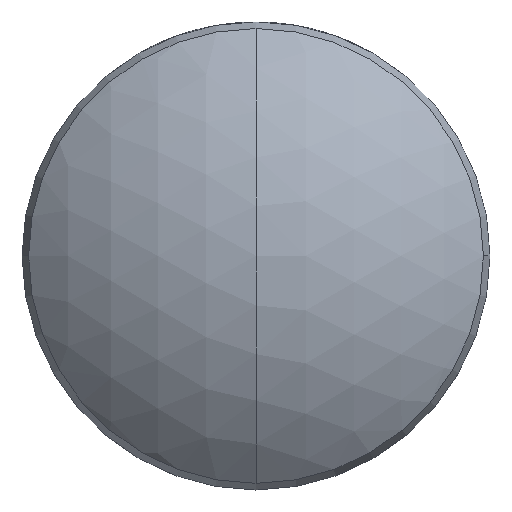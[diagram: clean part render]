
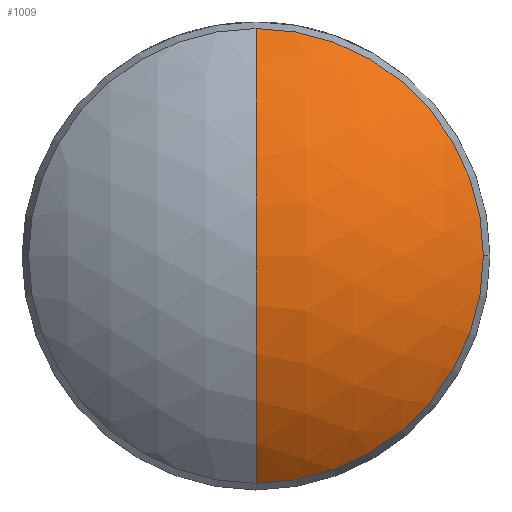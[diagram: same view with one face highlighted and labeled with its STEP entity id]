
A CAD part, top view. The second image highlights one B-rep face of the part: STEP entity #1009.
In plain terms, the highlighted spherical face has radius 9.2 mm.
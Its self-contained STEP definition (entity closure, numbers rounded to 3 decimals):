
#58 = CARTESIAN_POINT ( 'NONE',  ( 0., 0., -4.86 ) ) ;
#60 = AXIS2_PLACEMENT_3D ( 'NONE', #1013, #2001, #2424 ) ;
#191 = ORIENTED_EDGE ( 'NONE', *, *, #2436, .T. ) ;
#244 = DIRECTION ( 'NONE',  ( 0., 0., 1. ) ) ;
#270 = DIRECTION ( 'NONE',  ( -1., 0., 0. ) ) ;
#320 = FACE_OUTER_BOUND ( 'NONE', #1772, .T. ) ;
#393 = DIRECTION ( 'NONE',  ( 0., 1., 0. ) ) ;
#404 = CARTESIAN_POINT ( 'NONE',  ( 0., 0., -4.86 ) ) ;
#449 = DIRECTION ( 'NONE',  ( 0., 0., 1. ) ) ;
#483 = CIRCLE ( 'NONE', #60, 6.172 ) ;
#711 = ORIENTED_EDGE ( 'NONE', *, *, #2374, .F. ) ;
#854 = VERTEX_POINT ( 'NONE', #970 ) ;
#885 = CIRCLE ( 'NONE', #2176, 9.2 ) ;
#970 = CARTESIAN_POINT ( 'NONE',  ( 0., 6.172, 1.962 ) ) ;
#980 = CIRCLE ( 'NONE', #1573, 9.2 ) ;
#1009 = ADVANCED_FACE ( 'NONE', ( #320 ), #2324, .T. ) ;
#1013 = CARTESIAN_POINT ( 'NONE',  ( 0., 0., 1.962 ) ) ;
#1014 = DIRECTION ( 'NONE',  ( 1., 0., 0. ) ) ;
#1046 = EDGE_CURVE ( 'NONE', #2357, #1135, #980, .T. ) ;
#1066 = CARTESIAN_POINT ( 'NONE',  ( 0., -6.172, 1.962 ) ) ;
#1135 = VERTEX_POINT ( 'NONE', #1066 ) ;
#1247 = CARTESIAN_POINT ( 'NONE',  ( 6.172, 0., 1.962 ) ) ;
#1421 = ORIENTED_EDGE ( 'NONE', *, *, #2382, .T. ) ;
#1435 = AXIS2_PLACEMENT_3D ( 'NONE', #404, #1014, #393 ) ;
#1438 = DIRECTION ( 'NONE',  ( 1., 0., 0. ) ) ;
#1573 = AXIS2_PLACEMENT_3D ( 'NONE', #2260, #1438, #2467 ) ;
#1586 = VERTEX_POINT ( 'NONE', #1247 ) ;
#1610 = CIRCLE ( 'NONE', #2270, 6.172 ) ;
#1772 = EDGE_LOOP ( 'NONE', ( #711, #2219, #1421, #191 ) ) ;
#2001 = DIRECTION ( 'NONE',  ( 0., 0., 1. ) ) ;
#2053 = CARTESIAN_POINT ( 'NONE',  ( 0., 0., 1.962 ) ) ;
#2176 = AXIS2_PLACEMENT_3D ( 'NONE', #58, #270, #449 ) ;
#2219 = ORIENTED_EDGE ( 'NONE', *, *, #1046, .T. ) ;
#2260 = CARTESIAN_POINT ( 'NONE',  ( 0., 0., -4.86 ) ) ;
#2267 = DIRECTION ( 'NONE',  ( -1., 0., 0. ) ) ;
#2270 = AXIS2_PLACEMENT_3D ( 'NONE', #2053, #244, #2267 ) ;
#2324 = SPHERICAL_SURFACE ( 'NONE', #1435, 9.2 ) ;
#2357 = VERTEX_POINT ( 'NONE', #2464 ) ;
#2374 = EDGE_CURVE ( 'NONE', #2357, #854, #885, .T. ) ;
#2382 = EDGE_CURVE ( 'NONE', #1135, #1586, #1610, .T. ) ;
#2424 = DIRECTION ( 'NONE',  ( -1., 0., 0. ) ) ;
#2436 = EDGE_CURVE ( 'NONE', #1586, #854, #483, .T. ) ;
#2464 = CARTESIAN_POINT ( 'NONE',  ( 0., 0., 4.34 ) ) ;
#2467 = DIRECTION ( 'NONE',  ( 0., 1., 0. ) ) ;
